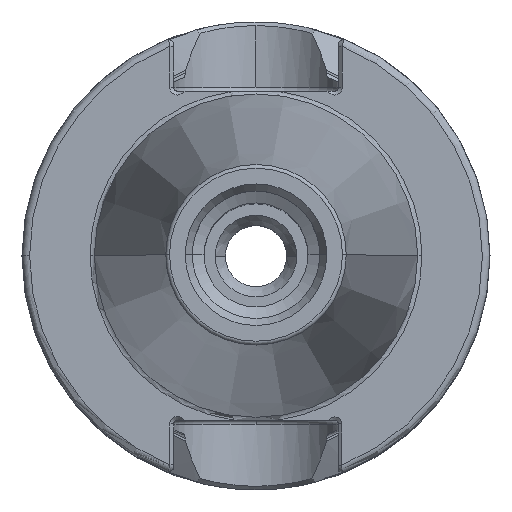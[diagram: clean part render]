
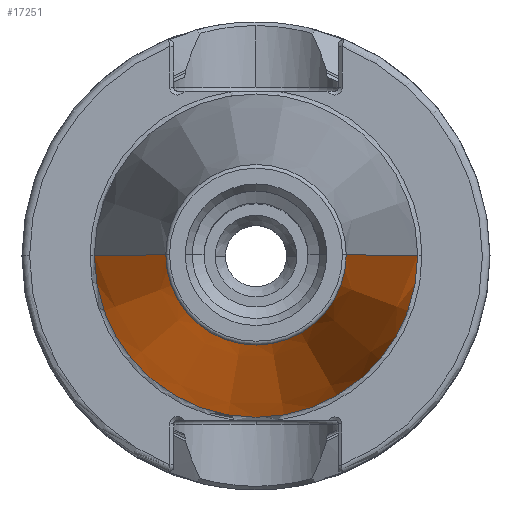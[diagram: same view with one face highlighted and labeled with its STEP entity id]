
A CAD part, top view. The second image highlights one B-rep face of the part: STEP entity #17251.
In plain terms, the highlighted conical face has half-angle 8.298 degrees and reference radius 8.816 mm.
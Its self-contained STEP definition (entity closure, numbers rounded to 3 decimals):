
#202 = VECTOR ( 'NONE', #19134, 1000. ) ;
#736 = CARTESIAN_POINT ( 'NONE',  ( 0., 0., 48.079 ) ) ;
#1785 = EDGE_CURVE ( 'NONE', #14096, #13359, #17175, .T. ) ;
#1821 = DIRECTION ( 'NONE',  ( 0., 0., -1. ) ) ;
#2571 = FACE_OUTER_BOUND ( 'NONE', #12783, .T. ) ;
#2622 = DIRECTION ( 'NONE',  ( 1., 0., 0. ) ) ;
#3028 = EDGE_CURVE ( 'NONE', #14096, #19705, #16144, .T. ) ;
#3303 = AXIS2_PLACEMENT_3D ( 'NONE', #736, #1821, #2622 ) ;
#3491 = CARTESIAN_POINT ( 'NONE',  ( 8.863, 0., 48.079 ) ) ;
#4677 = DIRECTION ( 'NONE',  ( 0., 0., -1. ) ) ;
#4731 = DIRECTION ( 'NONE',  ( -0.144, 0., -0.99 ) ) ;
#6544 = DIRECTION ( 'NONE',  ( -1., 0., 0. ) ) ;
#6779 = CARTESIAN_POINT ( 'NONE',  ( 8.816, 0., 48.4 ) ) ;
#8821 = ORIENTED_EDGE ( 'NONE', *, *, #12726, .T. ) ;
#9124 = CARTESIAN_POINT ( 'NONE',  ( 0., 0., 48.4 ) ) ;
#9585 = DIRECTION ( 'NONE',  ( 0., 0., -1. ) ) ;
#10702 = VECTOR ( 'NONE', #4731, 1000. ) ;
#12483 = CONICAL_SURFACE ( 'NONE', #16966, 8.816, 0.145 ) ;
#12726 = EDGE_CURVE ( 'NONE', #13359, #17713, #18913, .T. ) ;
#12783 = EDGE_LOOP ( 'NONE', ( #14312, #19347, #8821, #13253 ) ) ;
#13253 = ORIENTED_EDGE ( 'NONE', *, *, #14592, .F. ) ;
#13359 = VERTEX_POINT ( 'NONE', #19839 ) ;
#13942 = CARTESIAN_POINT ( 'NONE',  ( 0., 0., 0. ) ) ;
#13995 = CARTESIAN_POINT ( 'NONE',  ( -8.816, 0., 48.4 ) ) ;
#14096 = VERTEX_POINT ( 'NONE', #3491 ) ;
#14312 = ORIENTED_EDGE ( 'NONE', *, *, #3028, .F. ) ;
#14592 = EDGE_CURVE ( 'NONE', #19705, #17713, #19018, .T. ) ;
#15478 = DIRECTION ( 'NONE',  ( -1., 0., 0. ) ) ;
#16144 = LINE ( 'NONE', #6779, #202 ) ;
#16966 = AXIS2_PLACEMENT_3D ( 'NONE', #9124, #9585, #6544 ) ;
#17175 = CIRCLE ( 'NONE', #3303, 8.863 ) ;
#17251 = ADVANCED_FACE ( 'NONE', ( #2571 ), #12483, .T. ) ;
#17713 = VERTEX_POINT ( 'NONE', #20047 ) ;
#17777 = CARTESIAN_POINT ( 'NONE',  ( 15.875, 0., 0. ) ) ;
#18426 = AXIS2_PLACEMENT_3D ( 'NONE', #13942, #4677, #15478 ) ;
#18913 = LINE ( 'NONE', #13995, #10702 ) ;
#19018 = CIRCLE ( 'NONE', #18426, 15.875 ) ;
#19134 = DIRECTION ( 'NONE',  ( 0.144, 0., -0.99 ) ) ;
#19347 = ORIENTED_EDGE ( 'NONE', *, *, #1785, .T. ) ;
#19705 = VERTEX_POINT ( 'NONE', #17777 ) ;
#19839 = CARTESIAN_POINT ( 'NONE',  ( -8.863, 0., 48.079 ) ) ;
#20047 = CARTESIAN_POINT ( 'NONE',  ( -15.875, 0., 0. ) ) ;
